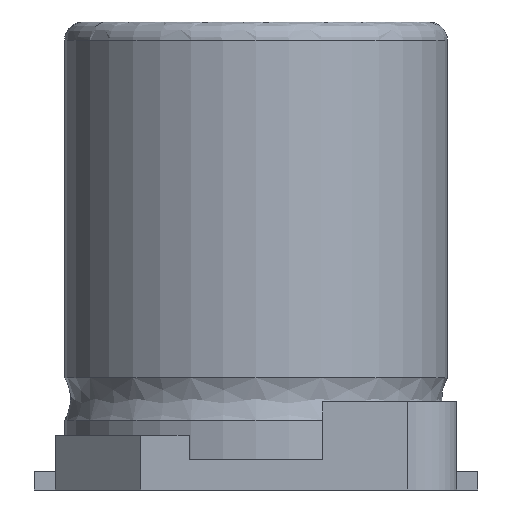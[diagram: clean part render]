
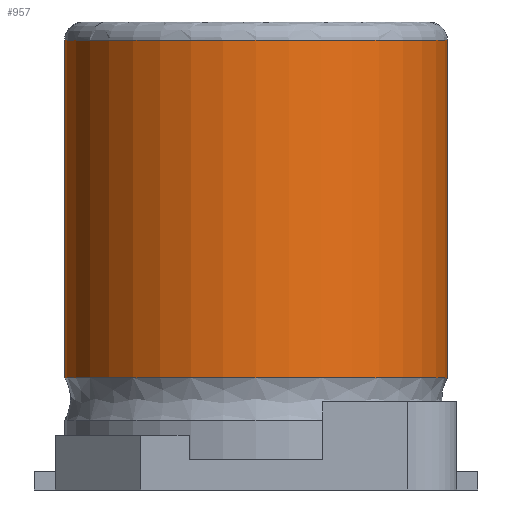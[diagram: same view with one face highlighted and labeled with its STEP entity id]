
A CAD part, front view. The second image highlights one B-rep face of the part: STEP entity #957.
In plain terms, the highlighted cylindrical face has radius 3.15 mm (diameter 6.3 mm), a full revolution.
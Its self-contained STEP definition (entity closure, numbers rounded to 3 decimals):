
#901=CARTESIAN_POINT('',(-3.15,-0.0,7.4));
#902=VERTEX_POINT('',#901);
#903=CARTESIAN_POINT('',(0.0,-0.0,7.4));
#904=DIRECTION('',(-0.0,0.0,-1.0));
#905=DIRECTION('',(-1.0,-0.0,0.0));
#906=AXIS2_PLACEMENT_3D('',#903,#904,#905);
#907=CIRCLE('',#906,3.15);
#908=EDGE_CURVE('n� 10',#902,#902,#907,.T.);
#925=CARTESIAN_POINT('',(-3.15,-0.0,1.85));
#926=VERTEX_POINT('',#925);
#927=CARTESIAN_POINT('',(0.0,-0.0,1.85));
#928=DIRECTION('',(0.0,-0.0,1.0));
#929=DIRECTION('',(-1.0,-0.0,0.0));
#930=AXIS2_PLACEMENT_3D('',#927,#928,#929);
#931=CIRCLE('',#930,3.15);
#932=EDGE_CURVE('n� 18',#926,#926,#931,.T.);
#946=ORIENTED_EDGE('',*,*,#932,.T.);
#947=EDGE_LOOP('',(#946));
#948=FACE_OUTER_BOUND('',#947,.T.);
#949=ORIENTED_EDGE('',*,*,#908,.T.);
#950=EDGE_LOOP('',(#949));
#951=FACE_BOUND('',#950,.T.);
#952=CARTESIAN_POINT('',(0.0,-0.0,7.7));
#953=DIRECTION('',(-0.0,0.0,-1.0));
#954=DIRECTION('',(-1.0,-0.0,0.0));
#955=AXIS2_PLACEMENT_3D('',#952,#953,#954);
#956=CYLINDRICAL_SURFACE('',#955,3.15);
#957=ADVANCED_FACE('n� 2',(#948,#951),#956,.T.);
